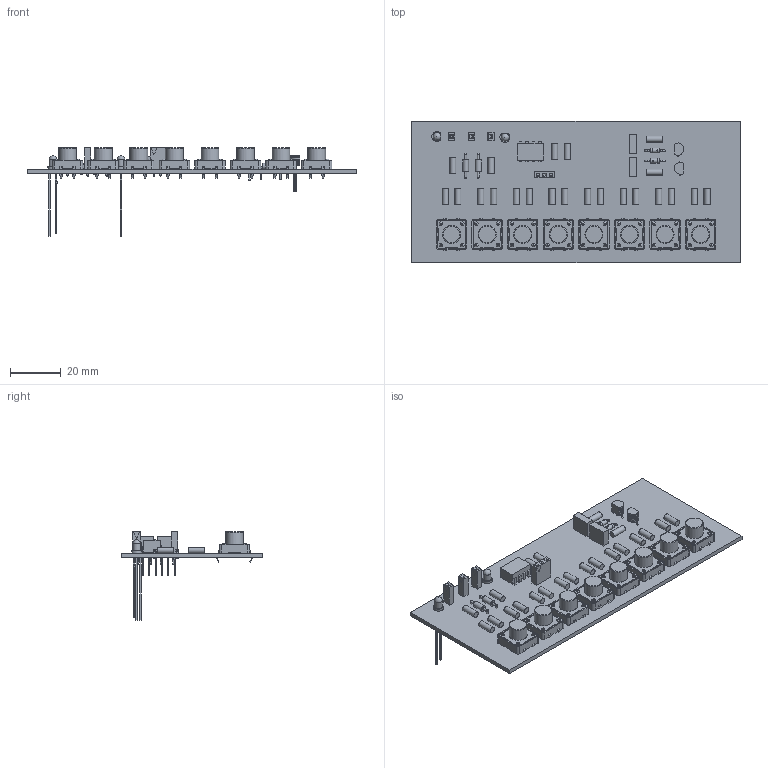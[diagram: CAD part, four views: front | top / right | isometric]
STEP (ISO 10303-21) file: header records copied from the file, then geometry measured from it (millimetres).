
FILE_DESCRIPTION(('Open CASCADE Model'),'2;1');
FILE_NAME('Open CASCADE Shape Model','2024-07-20T02:23:04',('Author'),( 'Open CASCADE'),'Open CASCADE STEP processor 7.5','Open CASCADE 7.5' ,'Unknown');
FILE_SCHEMA(('AUTOMOTIVE_DESIGN { 1 0 10303 214 1 1 1 1 }'));
Length unit declared in the file: millimetre
Products named in the file (116): PCB; Board; Open CASCADE STEP translator 7.5 6.1.1; CAP; 7598037600; Body; LeadsArray; 1N4001; 7575801584; Cylinder; 6618367120; 6616486480; Sphere; 6942490304; 6697275616; 6943038448; 6943052048; 7185741680; BC337; PCB3; Free-Models; PCB1; 523779104; Extruded; PCB2; 790454240; 7108732992; GND; 7122720032; 2.2K; 6243482688; LED2; 15103xxx; LED1; -12V_DC; +12V_DC; U1; 4813882272; 4813882112; 4813881952 ...
Assembly tree (173 placements, depth 8):
  PCB
    Board
      Open CASCADE STEP translator 7.5 6.1.1
    CAP
      7598037600
        Body
        LeadsArray
    1N4001
      7575801584
        Cylinder
      6618367120
        Cylinder
      6616486480
        Sphere
      6942490304
        Cylinder
      6697275616
        Cylinder
      6943038448
        Sphere
      6943052048
        Cylinder
    1N4001
      7185741680
        Cylinder
      6943052048
        Cylinder
      6943038448
        Sphere
      6697275616
        Cylinder
      6942490304
        Cylinder
      6616486480
        Sphere
      6618367120
        Cylinder
    BC337
      PCB3
        Board
        Free-Models
          PCB1  x2
            Board
            Free-Models
              523779104
                Extruded
          PCB2
            Board
            Free-Models
              790454240
                Extruded
      7108732992
        Extruded
    GND
      7122720032
        Body
        LeadsArray
    2.2K
      6243482688
        Cylinder
Bounding box: 129.1 x 55.6 x 34.9 mm (x, y, z)
Volume: 19596.3 mm3; surface area: 25458 mm2
Topology: 144 solids, 144 shells, 2215 faces, 5519 edges, 3664 vertices
Faces by surface type: plane 1625, cylinder 472, bspline 88, torus 20, sphere 6, cone 4
Full cylindrical faces by diameter (mm): 0.362 x4, 0.445 x4, 0.497 x8, 0.559 x4, 0.864 x8, 1 x64, 1.91 x6, 2.36 x2, 2.4 x22, 3 x2, 7 x8, 7.1 x8
Entity records: 21805 total; most frequent: CARTESIAN_POINT 3937, DIRECTION 2963, ORIENTED_EDGE 2806, EDGE_CURVE 1403, LINE 1113, VECTOR 1113, AXIS2_PLACEMENT_3D 925, VERTEX_POINT 925
